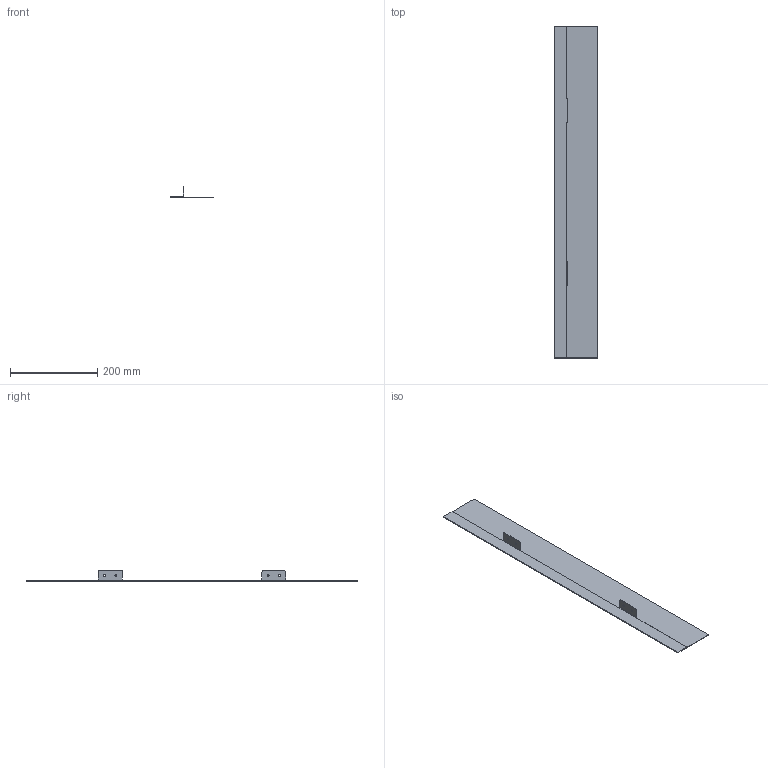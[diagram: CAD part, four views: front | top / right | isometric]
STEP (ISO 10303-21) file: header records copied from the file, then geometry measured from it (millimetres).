
FILE_DESCRIPTION (( 'STEP AP214' ), '1' );
FILE_NAME ('TI5-50D-VP-060 TITAN 5 Ïåðåãîðîäêà âåðòèêàëüíàÿ (2õ60; 3õ60) áåëàÿ IEK.STEP', '2024-12-06T11:55:38', ( '' ), ( '' ), 'SwSTEP 2.0', 'SolidWorks 2022', '' );
FILE_SCHEMA (( 'AUTOMOTIVE_DESIGN' ));
Length unit declared in the file: millimetre
Products named in the file (1): TI5-50D-VP-060 TITAN 5 Перегородка вертикальная (2х60; 3х60) белая IEK
Bounding box: 100 x 760 x 25.1 mm (x, y, z)
Volume: 102736.2 mm3; surface area: 160921.8 mm2
Topology: 1 solids, 1 shells, 40 faces, 106 edges, 68 vertices
Faces by surface type: plane 28, cylinder 12
Entity records: 1280 total; most frequent: CARTESIAN_POINT 215, DIRECTION 212, ORIENTED_EDGE 212, EDGE_CURVE 106, LINE 82, VECTOR 82, VERTEX_POINT 68, AXIS2_PLACEMENT_3D 65
